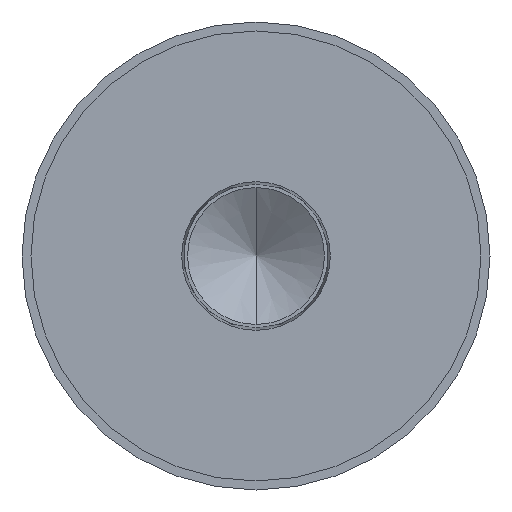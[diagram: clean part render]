
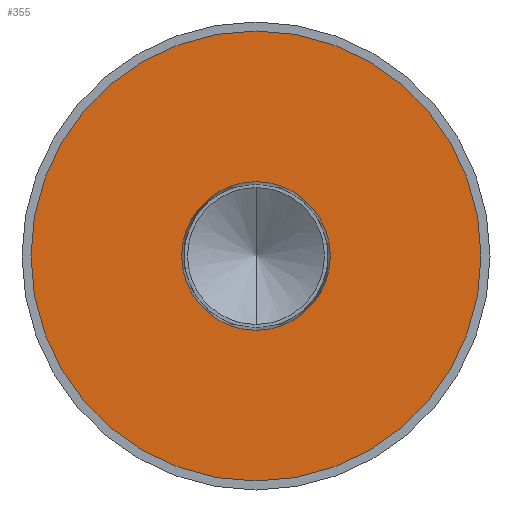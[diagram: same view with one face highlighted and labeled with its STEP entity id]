
A CAD part, front view. The second image highlights one B-rep face of the part: STEP entity #355.
In plain terms, the highlighted planar face has unit normal (0, -1, 0).
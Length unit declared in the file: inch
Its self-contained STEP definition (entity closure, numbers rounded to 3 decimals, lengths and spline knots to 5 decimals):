
#11 = CARTESIAN_POINT ( 'NONE',  ( 0., 0., -0.61931 ) ) ;
#12 = DIRECTION ( 'NONE',  ( 0., 0., -1. ) ) ;
#18 = EDGE_LOOP ( 'NONE', ( #223, #293 ) ) ;
#51 = CIRCLE ( 'NONE', #224, 1.875 ) ;
#63 = AXIS2_PLACEMENT_3D ( 'NONE', #129, #89, #195 ) ;
#67 = VERTEX_POINT ( 'NONE', #445 ) ;
#72 = CARTESIAN_POINT ( 'NONE',  ( 0., 0., 0. ) ) ;
#85 = CARTESIAN_POINT ( 'NONE',  ( 0., 0., 1.875 ) ) ;
#88 = FACE_BOUND ( 'NONE', #310, .T. ) ;
#89 = DIRECTION ( 'NONE',  ( 0., -1., 0. ) ) ;
#91 = DIRECTION ( 'NONE',  ( 0., 0., -1. ) ) ;
#95 = DIRECTION ( 'NONE',  ( 0., 0., -1. ) ) ;
#107 = VERTEX_POINT ( 'NONE', #360 ) ;
#129 = CARTESIAN_POINT ( 'NONE',  ( 0., 0., 0. ) ) ;
#139 = CARTESIAN_POINT ( 'NONE',  ( 0., 0., 0. ) ) ;
#149 = PLANE ( 'NONE',  #63 ) ;
#170 = EDGE_CURVE ( 'NONE', #107, #508, #267, .T. ) ;
#179 = DIRECTION ( 'NONE',  ( 0., 0., -1. ) ) ;
#194 = EDGE_CURVE ( 'NONE', #508, #107, #51, .T. ) ;
#195 = DIRECTION ( 'NONE',  ( 0., 0., -1. ) ) ;
#198 = DIRECTION ( 'NONE',  ( 0., -1., 0. ) ) ;
#223 = ORIENTED_EDGE ( 'NONE', *, *, #170, .T. ) ;
#224 = AXIS2_PLACEMENT_3D ( 'NONE', #413, #198, #179 ) ;
#262 = AXIS2_PLACEMENT_3D ( 'NONE', #507, #362, #12 ) ;
#267 = CIRCLE ( 'NONE', #433, 1.875 ) ;
#293 = ORIENTED_EDGE ( 'NONE', *, *, #194, .T. ) ;
#310 = EDGE_LOOP ( 'NONE', ( #505, #339 ) ) ;
#314 = AXIS2_PLACEMENT_3D ( 'NONE', #72, #379, #91 ) ;
#317 = CIRCLE ( 'NONE', #262, 0.61931 ) ;
#318 = VERTEX_POINT ( 'NONE', #11 ) ;
#335 = FACE_OUTER_BOUND ( 'NONE', #18, .T. ) ;
#339 = ORIENTED_EDGE ( 'NONE', *, *, #449, .F. ) ;
#355 = ADVANCED_FACE ( 'NONE', ( #88, #335 ), #149, .T. ) ;
#360 = CARTESIAN_POINT ( 'NONE',  ( 0., 0., -1.875 ) ) ;
#362 = DIRECTION ( 'NONE',  ( 0., -1., 0. ) ) ;
#378 = CIRCLE ( 'NONE', #314, 0.61931 ) ;
#379 = DIRECTION ( 'NONE',  ( 0., -1., 0. ) ) ;
#413 = CARTESIAN_POINT ( 'NONE',  ( 0., 0., 0. ) ) ;
#433 = AXIS2_PLACEMENT_3D ( 'NONE', #139, #480, #95 ) ;
#445 = CARTESIAN_POINT ( 'NONE',  ( 0., 0., 0.61931 ) ) ;
#449 = EDGE_CURVE ( 'NONE', #67, #318, #378, .T. ) ;
#464 = EDGE_CURVE ( 'NONE', #318, #67, #317, .T. ) ;
#480 = DIRECTION ( 'NONE',  ( 0., -1., 0. ) ) ;
#505 = ORIENTED_EDGE ( 'NONE', *, *, #464, .F. ) ;
#507 = CARTESIAN_POINT ( 'NONE',  ( 0., 0., 0. ) ) ;
#508 = VERTEX_POINT ( 'NONE', #85 ) ;
